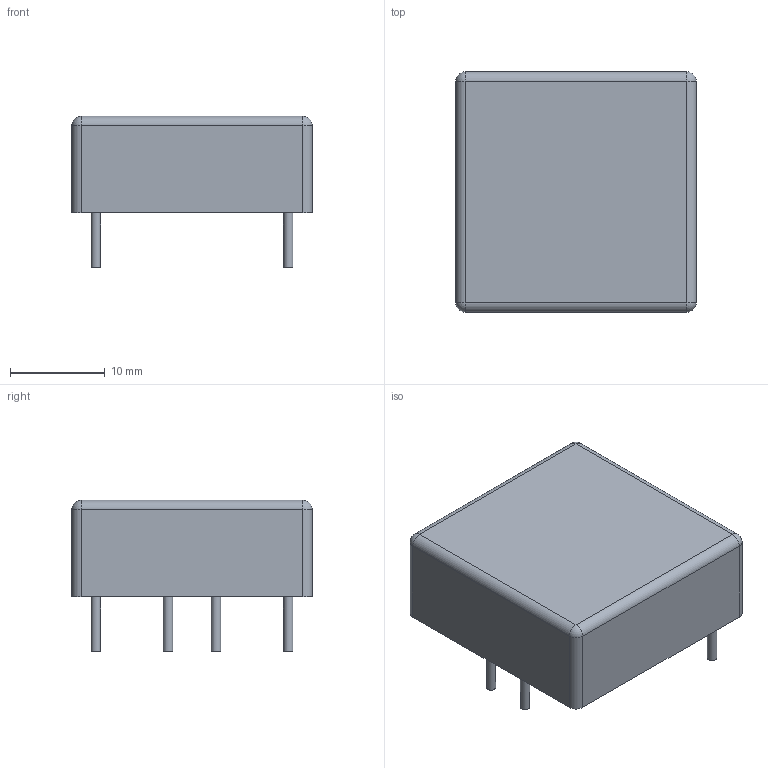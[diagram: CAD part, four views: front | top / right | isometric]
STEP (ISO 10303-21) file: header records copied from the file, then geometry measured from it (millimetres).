
FILE_DESCRIPTION(('FreeCAD Model'),'2;1');
FILE_NAME('Open CASCADE Shape Model','2024-09-24T15:14:12',(''),(''), 'Open CASCADE STEP processor 7.6','FreeCAD','Unknown');
FILE_SCHEMA(('AUTOMOTIVE_DESIGN { 1 0 10303 214 1 1 1 1 }'));
Length unit declared in the file: millimetre
Products named in the file (6): DBWS_E_out_24V_; case; pin 4; pin 6; pin 2; pin 1
Assembly tree (5 placements, depth 2):
  DBWS_E_out_24V_
    case
    pin 4
    pin 6
    pin 2
    pin 1
Bounding box: 25.4 x 25.4 x 16 mm (x, y, z)
Volume: 6569 mm3; surface area: 2343.3 mm2
Topology: 5 solids, 5 shells, 30 faces, 52 edges, 28 vertices
Faces by surface type: plane 14, cylinder 12, sphere 4
Full cylindrical faces by diameter (mm): 1 x4
Entity records: 1435 total; most frequent: CARTESIAN_POINT 230, DIRECTION 223, ORIENTED_EDGE 96, PCURVE 96, DEFINITIONAL_REPRESENTATION 96, LINE 92, VECTOR 92, AXIS2_PLACEMENT_3D 60
